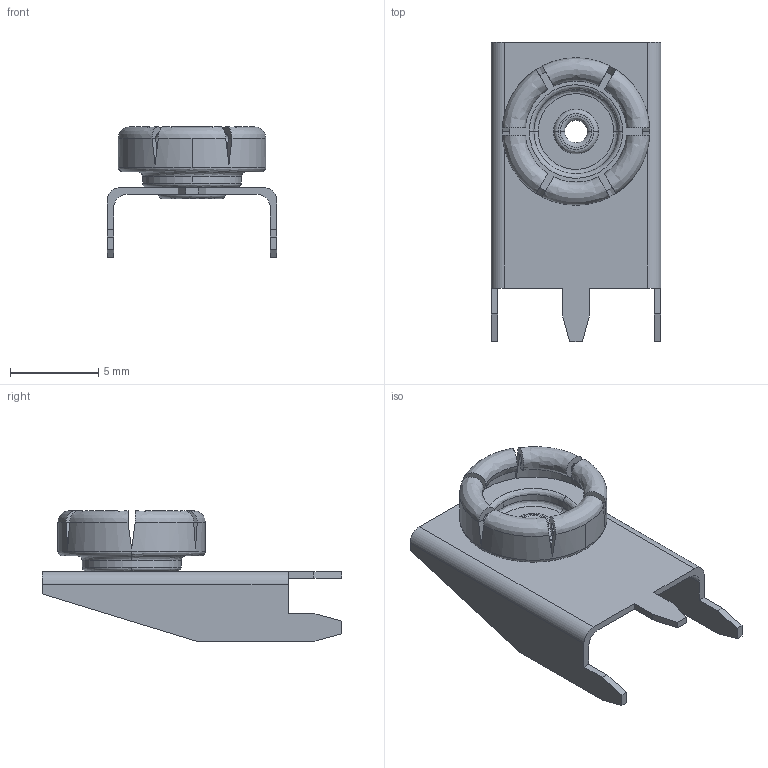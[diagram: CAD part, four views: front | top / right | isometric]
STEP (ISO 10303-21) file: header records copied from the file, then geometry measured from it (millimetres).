
FILE_DESCRIPTION (( 'STEP AP214' ), '1' );
FILE_NAME ('User Library-594.STEP', '2021-03-10T23:44:14', ( '' ), ( '' ), 'SwSTEP 2.0', 'SolidWorks 2020', '' );
FILE_SCHEMA (( 'AUTOMOTIVE_DESIGN' ));
Length unit declared in the file: millimetre
Products named in the file (4): 3_1; User Library-594; 2_1; 1_1
Assembly tree (3 placements, depth 2):
  User Library-594
    1_1
    2_1
    3_1
Bounding box: 9.65 x 17.02 x 7.42 mm (x, y, z)
Volume: 146.6 mm3; surface area: 800.5 mm2
Topology: 3 solids, 3 shells, 121 faces, 298 edges, 187 vertices
Faces by surface type: plane 58, cylinder 32, bspline 31
Entity records: 6239 total; most frequent: CARTESIAN_POINT 2091, ORIENTED_EDGE 596, DIRECTION 527, EDGE_CURVE 298, AXIS2_PLACEMENT_3D 203, VERTEX_POINT 187, EDGE_LOOP 131, UNCERTAINTY_MEASURE_WITH_UNIT 131
